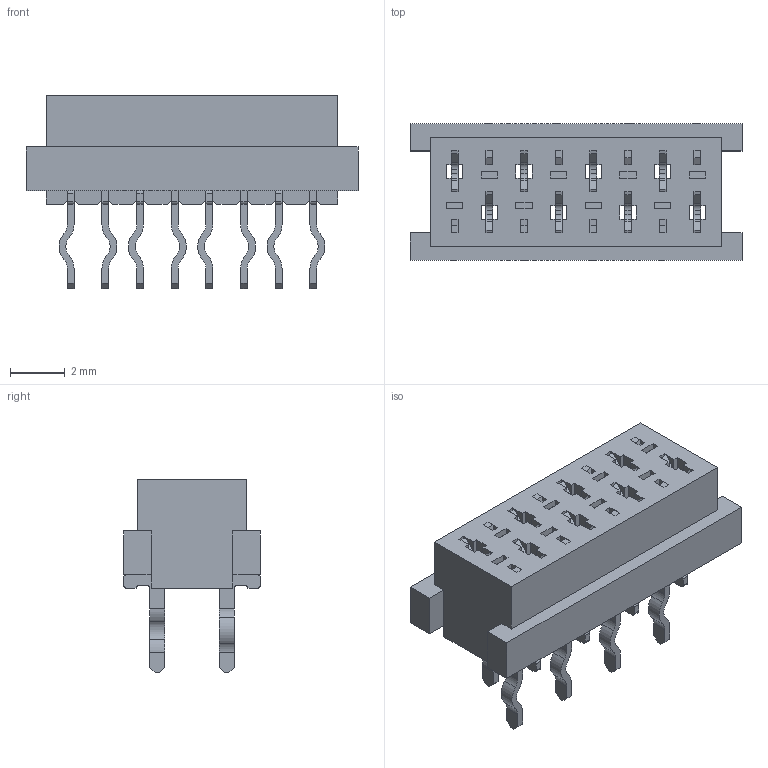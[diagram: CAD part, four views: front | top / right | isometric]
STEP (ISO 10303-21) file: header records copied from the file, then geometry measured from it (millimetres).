
FILE_DESCRIPTION( ( 'Unknown' ), '1' );
FILE_NAME( '690367180872.stp', 'Unknown', ( 'Unknown' ), ( 'Unknown' ), 'PSStep 14.0', 'Unknown', ' ' );
FILE_SCHEMA( ( 'AUTOMOTIVE_DESIGN { 1 0 10303 214 1 1 1 1 }' ) );
Length unit declared in the file: millimetre
Products named in the file (3): Assem1; Pin; 690367180872
Assembly tree (9 placements, depth 2):
  Assem1
    Pin  x8
    690367180872
Bounding box: 12.16 x 5 x 7.1 mm (x, y, z)
Volume: 181.8 mm3; surface area: 628.3 mm2
Topology: 9 solids, 9 shells, 654 faces, 1896 edges, 1252 vertices
Faces by surface type: plane 478, cylinder 176
Entity records: 11880 total; most frequent: CARTESIAN_POINT 1698, ORIENTED_EDGE 1692, DIRECTION 1490, EDGE_CURVE 846, LINE 802, VECTOR 802, VERTEX_POINT 552, AXIS2_PLACEMENT_3D 344
